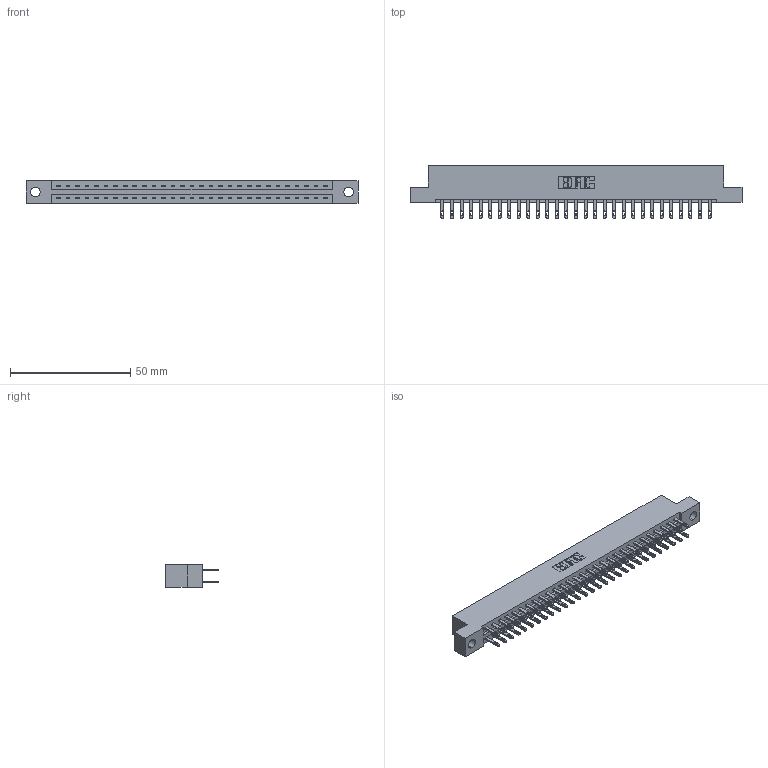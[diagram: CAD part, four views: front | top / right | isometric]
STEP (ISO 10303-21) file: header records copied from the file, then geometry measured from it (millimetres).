
FILE_DESCRIPTION (( 'STEP AP203' ), '1' );
FILE_NAME ('887-058-500-204.STEP', '2020-09-21T01:53:44', ( '' ), ( '' ), 'SwSTEP 2.0', 'SolidWorks 2020', '' );
FILE_SCHEMA (( 'CONFIG_CONTROL_DESIGN' ));
Length unit declared in the file: inch
Products named in the file (3): 345-292-001_345-293-100; 887-058-500-204; 837 Part_Flush Mounting Lugs - 0.156 Dia-TH
Assembly tree (59 placements, depth 2):
  887-058-500-204
    837 Part_Flush Mounting Lugs - 0.156 Dia-TH
    345-292-001_345-293-100  x58
Bounding box: 137.92 x 21.85 x 9.4 mm (x, y, z)
Volume: 14451.7 mm3; surface area: 16652.3 mm2
Topology: 59 solids, 59 shells, 3014 faces, 9185 edges, 6122 vertices
Faces by surface type: plane 1926, cylinder 1088
Entity records: 24099 total; most frequent: CARTESIAN_POINT 4070, ORIENTED_EDGE 4006, DIRECTION 3487, EDGE_CURVE 2003, LINE 1871, VECTOR 1871, VERTEX_POINT 1334, AXIS2_PLACEMENT_3D 808
